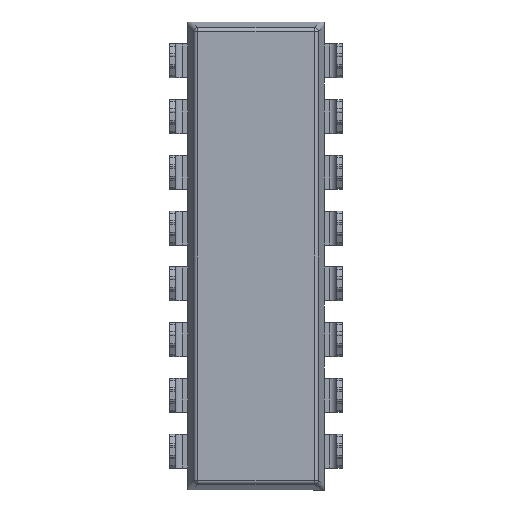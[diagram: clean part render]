
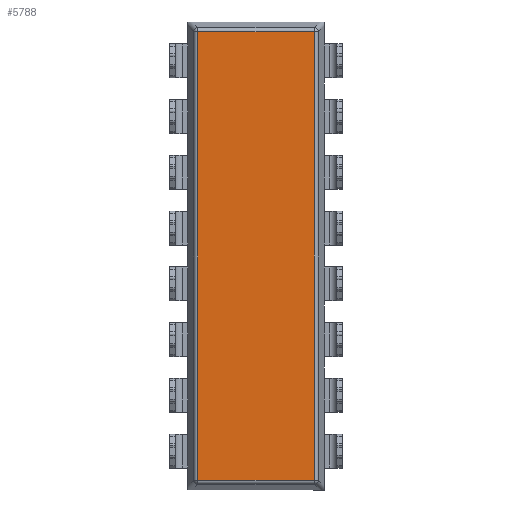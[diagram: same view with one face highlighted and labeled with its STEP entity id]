
A CAD part, front view. The second image highlights one B-rep face of the part: STEP entity #5788.
In plain terms, the highlighted planar face has unit normal (0, -1, 0).
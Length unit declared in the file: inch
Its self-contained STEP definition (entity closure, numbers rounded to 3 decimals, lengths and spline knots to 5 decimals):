
#438 = DIRECTION ( 'NONE',  ( -1., 0., 0. ) ) ;
#1476 = VERTEX_POINT ( 'NONE', #26016 ) ;
#2361 = LINE ( 'NONE', #9517, #25338 ) ;
#2396 = EDGE_LOOP ( 'NONE', ( #5192, #16894, #29255, #2581 ) ) ;
#2581 = ORIENTED_EDGE ( 'NONE', *, *, #9355, .T. ) ;
#2959 = DIRECTION ( 'NONE',  ( -1., 0., 0. ) ) ;
#4324 = CARTESIAN_POINT ( 'NONE',  ( 0.24905, -0.00421, -0.00556 ) ) ;
#4718 = CARTESIAN_POINT ( 'NONE',  ( 0.45781, -0.00421, -0.00556 ) ) ;
#5192 = ORIENTED_EDGE ( 'NONE', *, *, #25297, .T. ) ;
#5788 = ADVANCED_FACE ( 'NONE', ( #14699 ), #10275, .F. ) ;
#7224 = LINE ( 'NONE', #26260, #27491 ) ;
#7671 = DIRECTION ( 'NONE',  ( 0., 1., 0. ) ) ;
#9355 = EDGE_CURVE ( 'NONE', #1476, #13068, #18823, .T. ) ;
#9517 = CARTESIAN_POINT ( 'NONE',  ( 0.45781, -0.00421, -0.20959 ) ) ;
#9857 = AXIS2_PLACEMENT_3D ( 'NONE', #14551, #7671, #14253 ) ;
#10200 = VECTOR ( 'NONE', #438, 39.37008 ) ;
#10275 = PLANE ( 'NONE',  #9857 ) ;
#10778 = CARTESIAN_POINT ( 'NONE',  ( 0.24905, -0.00421, -0.80959 ) ) ;
#12926 = CARTESIAN_POINT ( 'NONE',  ( 0.24905, -0.00421, -0.00556 ) ) ;
#13068 = VERTEX_POINT ( 'NONE', #12926 ) ;
#13642 = DIRECTION ( 'NONE',  ( 0., 0., -1. ) ) ;
#14248 = VERTEX_POINT ( 'NONE', #10778 ) ;
#14253 = DIRECTION ( 'NONE',  ( 0., 0., 1. ) ) ;
#14551 = CARTESIAN_POINT ( 'NONE',  ( 0.24612, -0.00421, -0.40758 ) ) ;
#14699 = FACE_OUTER_BOUND ( 'NONE', #2396, .T. ) ;
#15306 = EDGE_CURVE ( 'NONE', #28812, #14248, #7224, .T. ) ;
#16894 = ORIENTED_EDGE ( 'NONE', *, *, #15306, .F. ) ;
#18823 = LINE ( 'NONE', #4718, #10200 ) ;
#22126 = CARTESIAN_POINT ( 'NONE',  ( 0.45781, -0.00421, -0.80959 ) ) ;
#25154 = VECTOR ( 'NONE', #13642, 39.37008 ) ;
#25297 = EDGE_CURVE ( 'NONE', #13068, #14248, #29963, .T. ) ;
#25338 = VECTOR ( 'NONE', #25959, 39.37008 ) ;
#25959 = DIRECTION ( 'NONE',  ( 0., 0., 1. ) ) ;
#26016 = CARTESIAN_POINT ( 'NONE',  ( 0.45781, -0.00421, -0.00556 ) ) ;
#26260 = CARTESIAN_POINT ( 'NONE',  ( 0.45781, -0.00421, -0.80959 ) ) ;
#27491 = VECTOR ( 'NONE', #2959, 39.37008 ) ;
#28812 = VERTEX_POINT ( 'NONE', #22126 ) ;
#29255 = ORIENTED_EDGE ( 'NONE', *, *, #29900, .T. ) ;
#29900 = EDGE_CURVE ( 'NONE', #28812, #1476, #2361, .T. ) ;
#29963 = LINE ( 'NONE', #4324, #25154 ) ;
